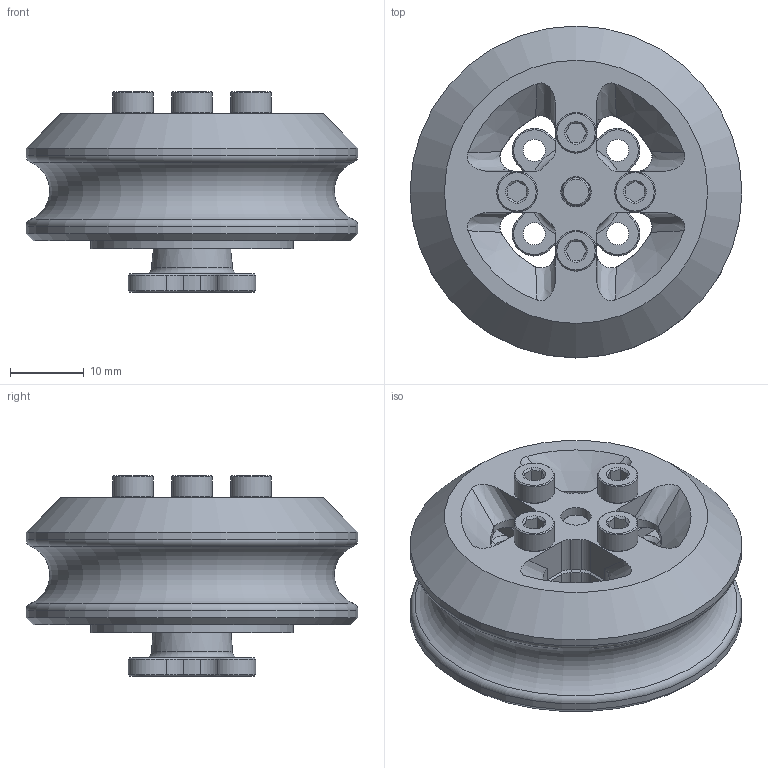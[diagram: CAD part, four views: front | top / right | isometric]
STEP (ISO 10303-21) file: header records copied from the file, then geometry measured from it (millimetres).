
FILE_DESCRIPTION(/* description */ (''),/* implementation_level */ '2;1');
FILE_NAME(/* name */ 'Plus Motor FDL-Gonk Wheel v5.step',/* time_stamp */ '2023-08-30T01:34:45-07:00',/* author */ (''),/* organization */ (''),/* preprocessor_version */ 'ST-DEVELOPER v20',/* originating_system */ 'Autodesk Translation Framework v12.9.0.99',/* authorisation */ '');
FILE_SCHEMA (('AUTOMOTIVE_DESIGN { 1 0 10303 214 3 1 1 }'));
Length unit declared in the file: millimetre
Products named in the file (6): Plus Motor FDL-Gonk Wheel; Plus_Motor_Assembly_V2_v3; Motor Body; Motor Top; Bottom Mount; M3x8mm included with Plus Motor
Assembly tree (8 placements, depth 3):
  Plus Motor FDL-Gonk Wheel
    Plus_Motor_Assembly_V2_v3
      Motor Body
      Motor Top
      Bottom Mount
    M3x8mm included with Plus Motor  x4
Bounding box: 45 x 45 x 27.2 mm (x, y, z)
Volume: 18387.5 mm3; surface area: 12122.8 mm2
Topology: 8 solids, 8 shells, 429 faces, 1131 edges, 725 vertices
Faces by surface type: cylinder 219, cone 103, plane 83, bspline 16, torus 8
Full cylindrical faces by diameter (mm): 2.35 x60, 2.5 x4, 3 x60, 3.1 x4, 4 x1, 4.1 x1, 5 x1, 5.5 x4, 23.2 x1, 25.6 x2, 27.5 x2, 27.6 x1, 45 x2
Entity records: 11223 total; most frequent: CARTESIAN_POINT 4385, ORIENTED_EDGE 1416, DIRECTION 1399, EDGE_CURVE 708, AXIS2_PLACEMENT_3D 564, VERTEX_POINT 449, EDGE_LOOP 315, CIRCLE 281
